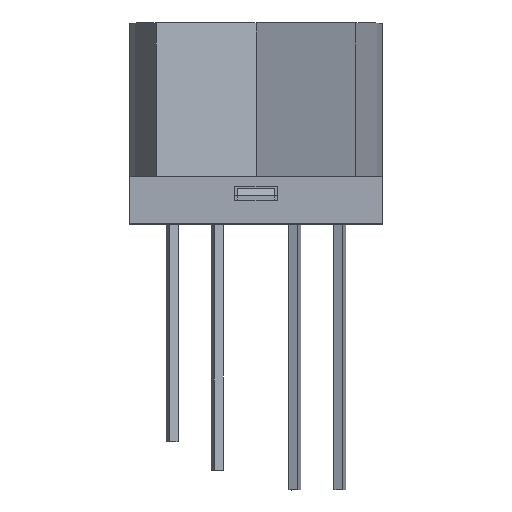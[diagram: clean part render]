
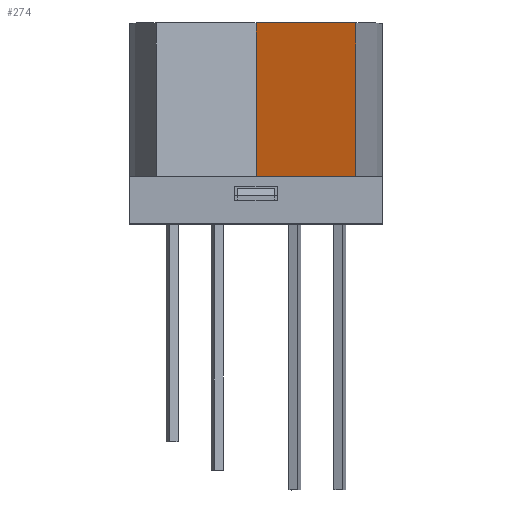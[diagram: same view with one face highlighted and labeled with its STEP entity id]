
A CAD part, top view. The second image highlights one B-rep face of the part: STEP entity #274.
In plain terms, the highlighted planar face has unit normal (-0.321, 0, 0.947).
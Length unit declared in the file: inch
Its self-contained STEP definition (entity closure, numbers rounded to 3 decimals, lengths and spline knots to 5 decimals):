
#185 = VERTEX_POINT ( 'NONE', #6639 ) ;
#263 = LINE ( 'NONE', #6143, #1214 ) ;
#274 = ADVANCED_FACE ( 'NONE', ( #1411 ), #1552, .F. ) ;
#337 = LINE ( 'NONE', #1436, #2662 ) ;
#415 = ORIENTED_EDGE ( 'NONE', *, *, #5243, .T. ) ;
#1052 = DIRECTION ( 'NONE',  ( -0.947, 0., -0.321 ) ) ;
#1214 = VECTOR ( 'NONE', #4608, 39.37008 ) ;
#1334 = VECTOR ( 'NONE', #1052, 39.37008 ) ;
#1411 = FACE_OUTER_BOUND ( 'NONE', #6779, .T. ) ;
#1436 = CARTESIAN_POINT ( 'NONE',  ( 0., 1.44133, 0.0535 ) ) ;
#1552 = PLANE ( 'NONE',  #5871 ) ;
#1899 = VERTEX_POINT ( 'NONE', #5186 ) ;
#2335 = DIRECTION ( 'NONE',  ( 0., -1., 0. ) ) ;
#2431 = DIRECTION ( 'NONE',  ( 0., -1., 0. ) ) ;
#2513 = DIRECTION ( 'NONE',  ( 0.321, 0., -0.947 ) ) ;
#2541 = VECTOR ( 'NONE', #2335, 39.37008 ) ;
#2647 = LINE ( 'NONE', #5334, #1334 ) ;
#2662 = VECTOR ( 'NONE', #2431, 39.37008 ) ;
#2823 = CARTESIAN_POINT ( 'NONE',  ( 0., 0.425, 0.0535 ) ) ;
#2993 = ORIENTED_EDGE ( 'NONE', *, *, #6249, .T. ) ;
#3031 = CARTESIAN_POINT ( 'NONE',  ( 0.21123, 1.44133, 0.125 ) ) ;
#3385 = CARTESIAN_POINT ( 'NONE',  ( 0.21123, 1.44133, 0.125 ) ) ;
#4304 = EDGE_CURVE ( 'NONE', #5666, #1899, #263, .T. ) ;
#4449 = ORIENTED_EDGE ( 'NONE', *, *, #4304, .T. ) ;
#4608 = DIRECTION ( 'NONE',  ( 0.947, 0., 0.321 ) ) ;
#4903 = LINE ( 'NONE', #3385, #2541 ) ;
#5186 = CARTESIAN_POINT ( 'NONE',  ( 0.21123, 0.1, 0.125 ) ) ;
#5212 = DIRECTION ( 'NONE',  ( -0.947, 0., -0.321 ) ) ;
#5243 = EDGE_CURVE ( 'NONE', #185, #6142, #2647, .T. ) ;
#5334 = CARTESIAN_POINT ( 'NONE',  ( 0.21123, 0.425, 0.125 ) ) ;
#5666 = VERTEX_POINT ( 'NONE', #6437 ) ;
#5690 = EDGE_CURVE ( 'NONE', #185, #1899, #4903, .T. ) ;
#5871 = AXIS2_PLACEMENT_3D ( 'NONE', #3031, #2513, #5212 ) ;
#6036 = ORIENTED_EDGE ( 'NONE', *, *, #5690, .F. ) ;
#6142 = VERTEX_POINT ( 'NONE', #2823 ) ;
#6143 = CARTESIAN_POINT ( 'NONE',  ( 0.21123, 0.1, 0.125 ) ) ;
#6249 = EDGE_CURVE ( 'NONE', #6142, #5666, #337, .T. ) ;
#6437 = CARTESIAN_POINT ( 'NONE',  ( 0., 0.1, 0.0535 ) ) ;
#6639 = CARTESIAN_POINT ( 'NONE',  ( 0.21123, 0.425, 0.125 ) ) ;
#6779 = EDGE_LOOP ( 'NONE', ( #6036, #415, #2993, #4449 ) ) ;
